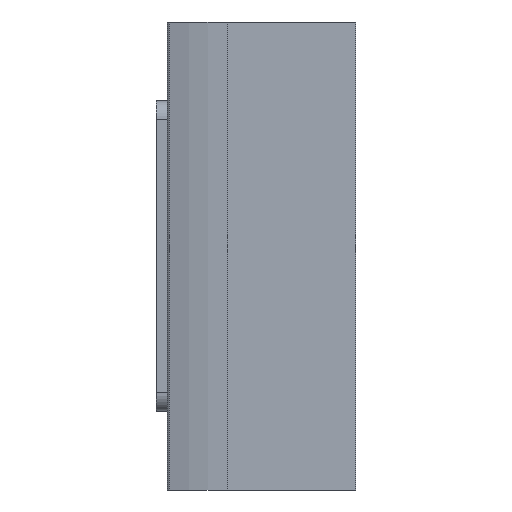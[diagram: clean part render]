
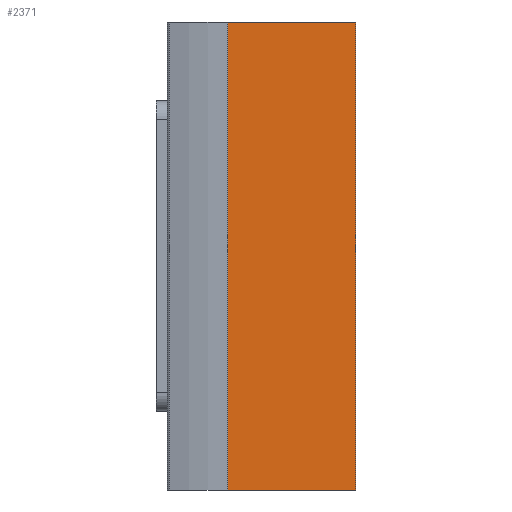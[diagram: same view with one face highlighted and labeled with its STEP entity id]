
A CAD part, left-side view. The second image highlights one B-rep face of the part: STEP entity #2371.
In plain terms, the highlighted planar face has unit normal (-1, 0, 0).
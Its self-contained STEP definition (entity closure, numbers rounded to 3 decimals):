
#352=ORIENTED_EDGE('',*,*,#1040,.T.);
#353=ORIENTED_EDGE('',*,*,#969,.F.);
#354=ORIENTED_EDGE('',*,*,#1041,.F.);
#355=ORIENTED_EDGE('',*,*,#1037,.T.);
#969=EDGE_CURVE('',#1313,#1310,#1557,.T.);
#1037=EDGE_CURVE('',#1382,#1381,#1578,.T.);
#1040=EDGE_CURVE('',#1381,#1310,#1580,.T.);
#1041=EDGE_CURVE('',#1382,#1313,#1581,.T.);
#1310=VERTEX_POINT('',#3658);
#1313=VERTEX_POINT('',#3663);
#1381=VERTEX_POINT('',#3801);
#1382=VERTEX_POINT('',#3803);
#1557=LINE('',#3664,#1733);
#1578=LINE('',#3802,#1754);
#1580=LINE('',#3808,#1756);
#1581=LINE('',#3809,#1757);
#1733=VECTOR('',#2852,1000.);
#1754=VECTOR('',#2971,1000.);
#1756=VECTOR('',#2977,1000.);
#1757=VECTOR('',#2978,1000.);
#1924=EDGE_LOOP('',(#352,#353,#354,#355));
#2126=FACE_BOUND('',#1924,.T.);
#2312=PLANE('',#2580);
#2371=ADVANCED_FACE('',(#2126),#2312,.F.);
#2580=AXIS2_PLACEMENT_3D('',#3807,#2975,#2976);
#2852=DIRECTION('',(0.,0.,-1.));
#2971=DIRECTION('',(0.,0.,-1.));
#2975=DIRECTION('',(1.,0.,0.));
#2976=DIRECTION('',(0.,0.,-1.));
#2977=DIRECTION('',(0.,-1.,0.));
#2978=DIRECTION('',(0.,-1.,0.));
#3658=CARTESIAN_POINT('',(-53.65,0.,-24.85));
#3663=CARTESIAN_POINT('',(-53.65,0.,24.85));
#3664=CARTESIAN_POINT('',(-53.65,0.,24.85));
#3801=CARTESIAN_POINT('',(-53.65,13.6,-24.85));
#3802=CARTESIAN_POINT('',(-53.65,13.6,24.85));
#3803=CARTESIAN_POINT('',(-53.65,13.6,24.85));
#3807=CARTESIAN_POINT('',(-53.65,13.6,24.85));
#3808=CARTESIAN_POINT('',(-53.65,13.6,-24.85));
#3809=CARTESIAN_POINT('',(-53.65,13.6,24.85));
